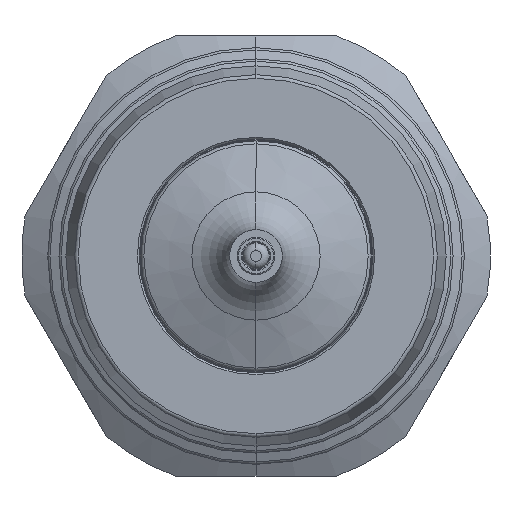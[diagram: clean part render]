
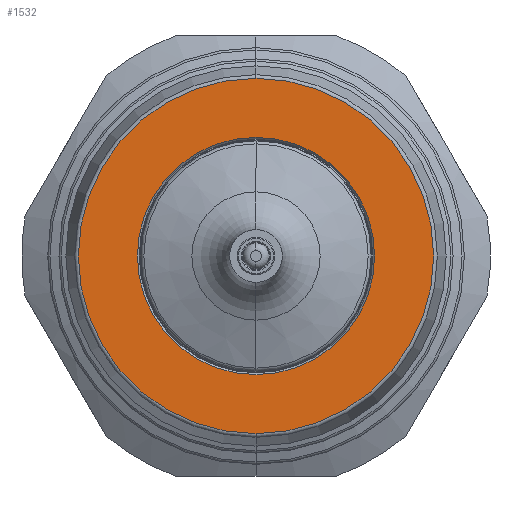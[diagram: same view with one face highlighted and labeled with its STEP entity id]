
A CAD part, left-side view. The second image highlights one B-rep face of the part: STEP entity #1532.
In plain terms, the highlighted planar face has unit normal (-1, 0, 0).
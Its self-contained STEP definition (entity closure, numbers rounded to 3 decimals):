
#67 = CARTESIAN_POINT ( 'NONE',  ( -54., 0., 0. ) ) ;
#68 = DIRECTION ( 'NONE',  ( -1., 0., 0. ) ) ;
#69 = DIRECTION ( 'NONE',  ( 0., 0., -1. ) ) ;
#70 = CARTESIAN_POINT ( 'NONE',  ( -54., 0., 0. ) ) ;
#71 = DIRECTION ( 'NONE',  ( -1., 0., 0. ) ) ;
#72 = DIRECTION ( 'NONE',  ( 0., 0., 1. ) ) ;
#149 = EDGE_CURVE ( 'NONE', #551, #549, #825, .T. ) ;
#150 = EDGE_CURVE ( 'NONE', #2125, #2009, #824, .T. ) ;
#206 = EDGE_CURVE ( 'NONE', #549, #551, #826, .T. ) ;
#214 = EDGE_CURVE ( 'NONE', #2009, #2125, #810, .T. ) ;
#309 = AXIS2_PLACEMENT_3D ( 'NONE', #67, #68, #69 ) ;
#310 = AXIS2_PLACEMENT_3D ( 'NONE', #70, #71, #72 ) ;
#347 = AXIS2_PLACEMENT_3D ( 'NONE', #3422, #3423, #3424 ) ;
#353 = AXIS2_PLACEMENT_3D ( 'NONE', #3444, #3445, #3446 ) ;
#549 = VERTEX_POINT ( 'NONE', #2249 ) ;
#551 = VERTEX_POINT ( 'NONE', #2251 ) ;
#611 = FACE_OUTER_BOUND ( 'NONE', #1822, .T. ) ;
#612 = FACE_BOUND ( 'NONE', #1819, .T. ) ;
#810 = CIRCLE ( 'NONE', #353, 12.4 ) ;
#824 = CIRCLE ( 'NONE', #310, 12.4 ) ;
#825 = CIRCLE ( 'NONE', #309, 18.568 ) ;
#826 = CIRCLE ( 'NONE', #347, 18.568 ) ;
#1061 = ORIENTED_EDGE ( 'NONE', *, *, #149, .T. ) ;
#1065 = ORIENTED_EDGE ( 'NONE', *, *, #206, .T. ) ;
#1066 = ORIENTED_EDGE ( 'NONE', *, *, #150, .F. ) ;
#1069 = ORIENTED_EDGE ( 'NONE', *, *, #214, .F. ) ;
#1532 = ADVANCED_FACE ( 'NONE', ( #611, #612 ), #2862, .F. ) ;
#1819 = EDGE_LOOP ( 'NONE', ( #1066, #1069 ) ) ;
#1822 = EDGE_LOOP ( 'NONE', ( #1061, #1065 ) ) ;
#2009 = VERTEX_POINT ( 'NONE', #3095 ) ;
#2125 = VERTEX_POINT ( 'NONE', #3099 ) ;
#2249 = CARTESIAN_POINT ( 'NONE',  ( -54., 0., 18.568 ) ) ;
#2251 = CARTESIAN_POINT ( 'NONE',  ( -54., 0., -18.568 ) ) ;
#2646 = AXIS2_PLACEMENT_3D ( 'NONE', #2863, #2864, #2865 ) ;
#2862 = PLANE ( 'NONE',  #2646 ) ;
#2863 = CARTESIAN_POINT ( 'NONE',  ( -54., 12.4, 0. ) ) ;
#2864 = DIRECTION ( 'NONE',  ( 1., 0., 0. ) ) ;
#2865 = DIRECTION ( 'NONE',  ( 0., 0., -1. ) ) ;
#3095 = CARTESIAN_POINT ( 'NONE',  ( -54., 0., -12.4 ) ) ;
#3099 = CARTESIAN_POINT ( 'NONE',  ( -54., 0., 12.4 ) ) ;
#3422 = CARTESIAN_POINT ( 'NONE',  ( -54., 0., 0. ) ) ;
#3423 = DIRECTION ( 'NONE',  ( -1., 0., 0. ) ) ;
#3424 = DIRECTION ( 'NONE',  ( 0., 0., -1. ) ) ;
#3444 = CARTESIAN_POINT ( 'NONE',  ( -54., 0., 0. ) ) ;
#3445 = DIRECTION ( 'NONE',  ( -1., 0., 0. ) ) ;
#3446 = DIRECTION ( 'NONE',  ( 0., 0., 1. ) ) ;
